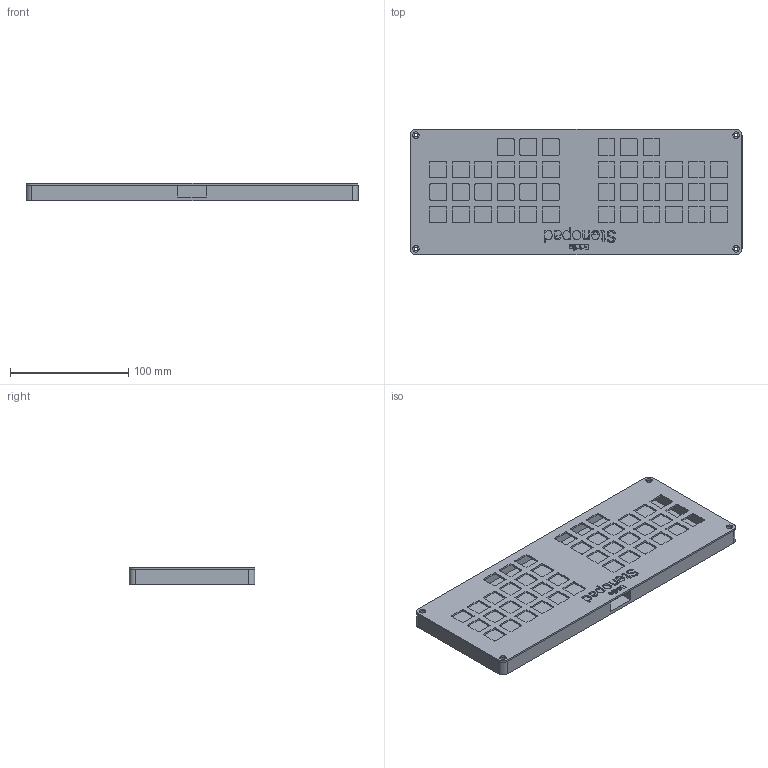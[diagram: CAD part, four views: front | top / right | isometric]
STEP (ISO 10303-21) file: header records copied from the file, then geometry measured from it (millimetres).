
FILE_DESCRIPTION(/* description */ ('STEP AP242','CAx-IF Rec.Pracs.---Representation and Presentation of Product Manufacturing Information (PMI)---4.0---2014-10-13','CAx-IF Rec.Pracs.---3D Tessellated Geometry---0.4---2014-09-14','2;1'),/* implementation_level */ '2;1');
FILE_NAME(/* name */ '67cdd08567870d05cb381eab',/* time_stamp */ '2025-03-09T17:31:51Z',/* author */ (''),/* organization */ (''),/* preprocessor_version */ 'ST-DEVELOPER v20',/* originating_system */ 'ONSHAPE BY PTC INC, 1.194',/* authorisation */ ' ');
FILE_SCHEMA (('AP242_MANAGED_MODEL_BASED_3D_ENGINEERING_MIM_LF { 1 0 10303 442 1 1 4 }'));
Length unit declared in the file: metre
Products named in the file (8): Assembly 1; Part 4; Part 6; Part 1; Part 5; Part 3; Part 2
Assembly tree (7 placements, depth 2):
  Assembly 1
    Part 4
    Part 6
    Part 1
    Part 5
    Part 1
    Part 3
    Part 2
Bounding box: 281.08 x 106.25 x 14.5 mm (x, y, z)
Volume: 178537.9 mm3; surface area: 130507.8 mm2
Topology: 7 solids, 7 shells, 1049 faces, 3039 edges, 2026 vertices
Faces by surface type: cylinder 410, plane 393, bspline 246
Full cylindrical faces by diameter (mm): 3 x4, 5.5 x12
Entity records: 35997 total; most frequent: CARTESIAN_POINT 8820, ORIENTED_EDGE 6046, DIRECTION 4969, EDGE_CURVE 3023, VERTEX_POINT 2026, LINE 1711, VECTOR 1711, AXIS2_PLACEMENT_3D 1629
